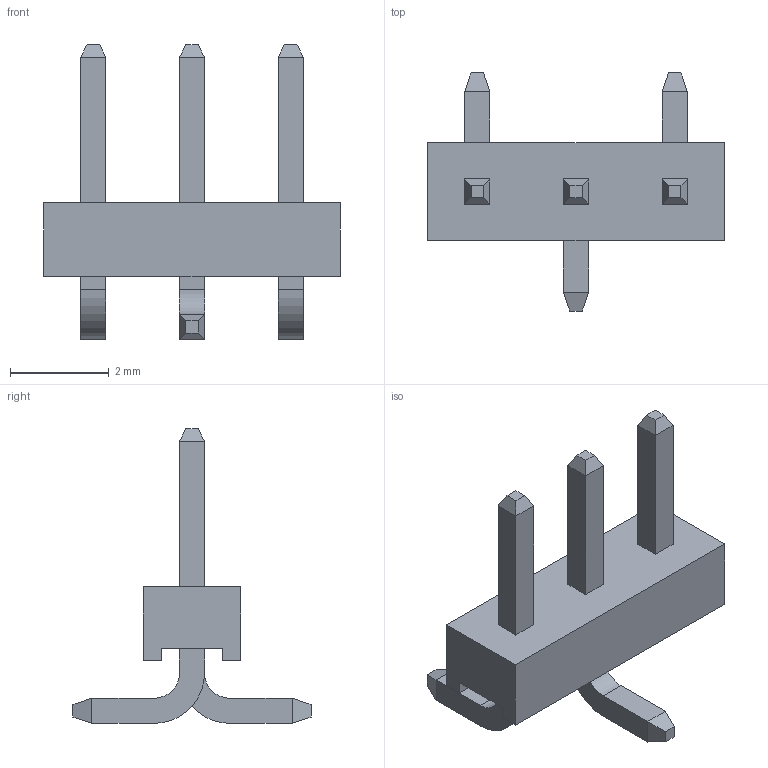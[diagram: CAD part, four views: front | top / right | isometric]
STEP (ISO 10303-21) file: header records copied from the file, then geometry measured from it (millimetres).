
FILE_DESCRIPTION(('FreeCAD Model'),'2;1');
FILE_NAME(' TMM-103-01-G-S-SM.step', '2018-01-03T09:25:09',('kicad StepUp'),('ksu MCAD'), 'Open CASCADE STEP processor 6.8','FreeCAD','Unknown');
FILE_SCHEMA(('AUTOMOTIVE_DESIGN_CC2 { 1 2 10303 214 -1 1 5 4 }'));
Length unit declared in the file: millimetre
Products named in the file (1): TMM-103-01-G-S-SM
Bounding box: 6 x 4.83 x 5.97 mm (x, y, z)
Volume: 24.3 mm3; surface area: 127 mm2
Topology: 3 solids, 3 shells, 104 faces, 264 edges, 168 vertices
Faces by surface type: plane 98, cylinder 6
Entity records: 3797 total; most frequent: CARTESIAN_POINT 537, ORIENTED_EDGE 528, DIRECTION 486, EDGE_CURVE 264, LINE 252, VECTOR 252, VERTEX_POINT 168, AXIS2_PLACEMENT_3D 117
